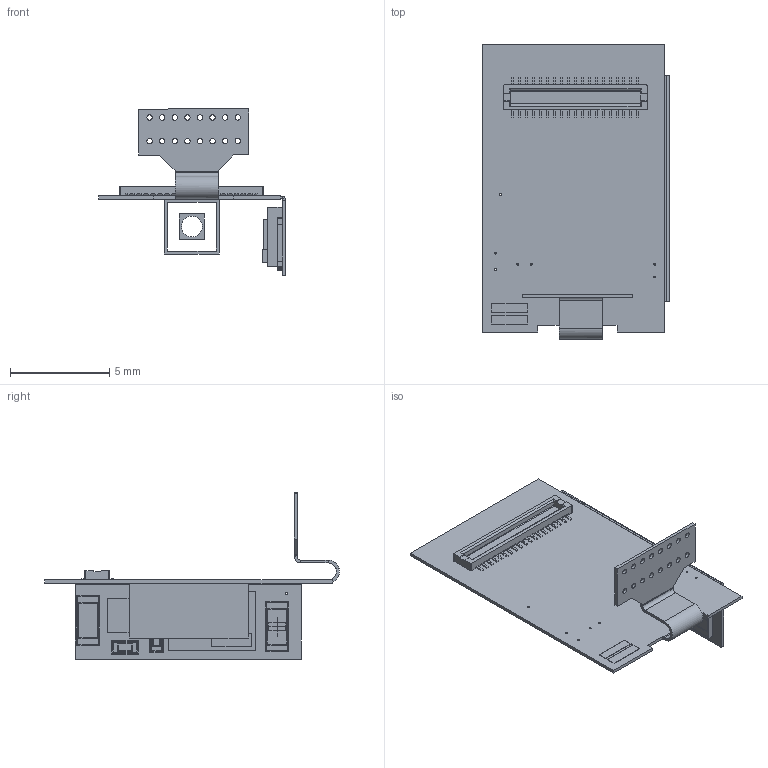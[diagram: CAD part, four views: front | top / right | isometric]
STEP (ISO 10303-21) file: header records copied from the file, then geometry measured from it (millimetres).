
FILE_DESCRIPTION(('Open CASCADE Model'),'2;1');
FILE_NAME('Open CASCADE Shape Model','2019-11-06T18:13:37',('Author'),( 'Open CASCADE'),'Open CASCADE STEP processor 6.8','Open CASCADE 6.8' ,'Unknown');
FILE_SCHEMA(('AUTOMOTIVE_DESIGN { 1 0 10303 214 1 1 1 1 }'));
Length unit declared in the file: millimetre
Products named in the file (69): PCB; Board; piezo-drive; sql-rv-1.8-6-12_nc; 6245247168; Extruded; S1; 5046223410; Open CASCADE STEP translator 6.8 2.3.1.1; Open CASCADE STEP translator 6.8 2.3.1.2; PS-; 6245242944; PS+; D1; 6245246976; 6245246784; D0; 6245242752; C11; 6245247552; 6245246592; 6245246400; 6245246208; 6245246016; 6245245824; 6245245632; C10; 6245247360; 6245245440; 6245245248; 6245245056; 6245244864; 6245244672; 6245244480; C9; C8; 6245244288; C7; 6245244096; 6245243904 ...
Assembly tree (90 placements, depth 4):
  PCB
    Board
    piezo-drive
      sql-rv-1.8-6-12_nc
      6245247168  x4
        Extruded
    S1
      5046223410
        Open CASCADE STEP translator 6.8 2.3.1.1
        Open CASCADE STEP translator 6.8 2.3.1.2
    PS-
      6245242944
        Extruded
    PS+
      6245242944
        Extruded
    D1
      6245246976
        Extruded
      6245246784
        Extruded
    D0
      6245242752
        Extruded
    C11
      6245247552
        Extruded
      6245246592
        Extruded
      6245246400
        Extruded
      6245246208
        Extruded
      6245246016
        Extruded
      6245245824
        Extruded
      6245245632
        Extruded
    C10
      6245247360
        Extruded
      6245245440
        Extruded
      6245245248
        Extruded
      6245245056  x2
        Extruded
      6245244864
        Extruded
      6245244672
        Extruded
      6245244480
        Extruded
    C9
      6245247360
        Extruded
      6245245440
        Extruded
      6245245248
Bounding box: 9.43 x 14.87 x 8.38 mm (x, y, z)
Volume: 70.9 mm3; surface area: 824.3 mm2
Topology: 60 solids, 62 shells, 1050 faces, 2855 edges, 2080 vertices
Faces by surface type: plane 935, cylinder 115
Full cylindrical faces by diameter (mm): 0.1 x8, 0.275 x16
Entity records: 27916 total; most frequent: CARTESIAN_POINT 5066, DIRECTION 4358, ORIENTED_EDGE 4344, EDGE_CURVE 2174, LINE 2078, VECTOR 2078, VERTEX_POINT 1424, AXIS2_PLACEMENT_3D 1140
